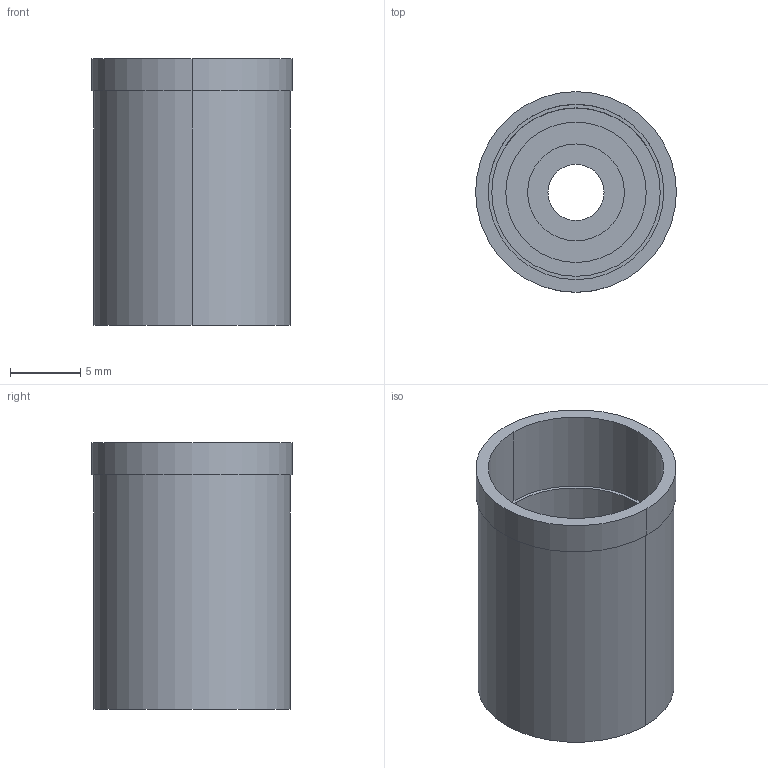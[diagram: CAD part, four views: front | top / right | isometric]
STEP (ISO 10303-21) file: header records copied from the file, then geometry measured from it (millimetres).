
FILE_DESCRIPTION((''),'2;1');
FILE_NAME('MGN6S-4J','2019-08-27T',('ykawabe'),(''),'CREO PARAMETRIC BY PTC INC, 2016380','CREO PARAMETRIC BY PTC INC, 2016380','');
FILE_SCHEMA(('AUTOMOTIVE_DESIGN { 1 0 10303 214 1 1 1 1 }'));
Length unit declared in the file: millimetre
Products named in the file (1): MGN6S-4J
Bounding box: 14.3 x 14.3 x 19 mm (x, y, z)
Volume: 1103 mm3; surface area: 1776.7 mm2
Topology: 1 solids, 1 shells, 21 faces, 42 edges, 28 vertices
Faces by surface type: cylinder 14, plane 7
Entity records: 841 total; most frequent: DIRECTION 122, CARTESIAN_POINT 98, ORIENTED_EDGE 84, AXIS2_PLACEMENT_3D 54, PRESENTATION_STYLE_ASSIGNMENT 47, STYLED_ITEM 47, CURVE_STYLE 46, EDGE_CURVE 42
